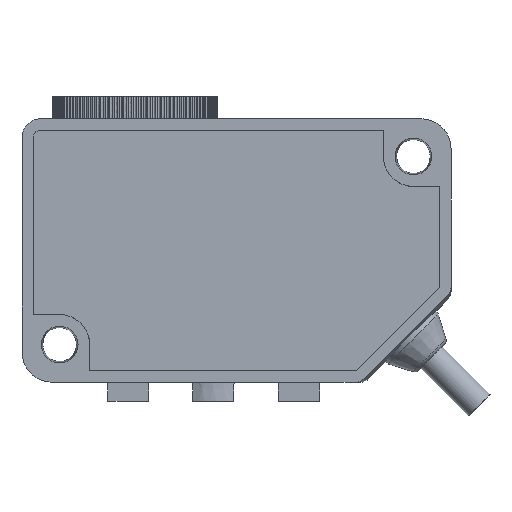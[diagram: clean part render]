
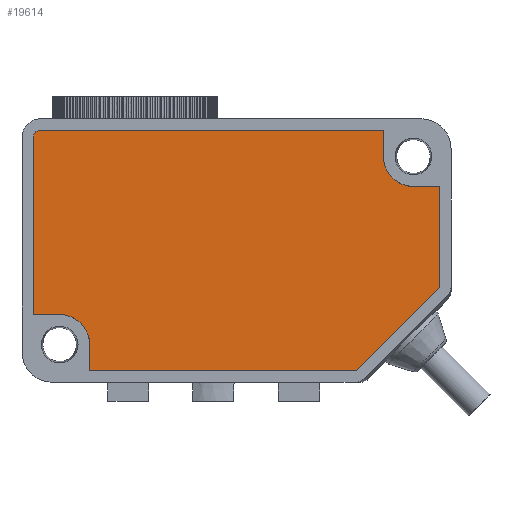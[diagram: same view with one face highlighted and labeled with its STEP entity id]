
A CAD part, front view. The second image highlights one B-rep face of the part: STEP entity #19614.
In plain terms, the highlighted planar face has unit normal (0, -1, 0).
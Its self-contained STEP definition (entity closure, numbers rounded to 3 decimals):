
#6541=DIRECTION('',(1.,0.,0.));
#6542=VECTOR('',#6541,35.379);
#6543=CARTESIAN_POINT('',(-60.672,3.3,-36.5));
#6544=LINE('',#6543,#6542);
#6545=DIRECTION('',(0.,0.,-1.));
#6546=VECTOR('',#6545,3.5);
#6547=CARTESIAN_POINT('',(-60.672,3.3,-33.));
#6548=LINE('',#6547,#6546);
#6549=CARTESIAN_POINT('',(-64.672,3.3,-33.));
#6550=DIRECTION('',(0.,1.,0.));
#6551=DIRECTION('',(0.,0.,1.));
#6552=AXIS2_PLACEMENT_3D('',#6549,#6550,#6551);
#6554=DIRECTION('',(1.,0.,0.));
#6555=VECTOR('',#6554,3.5);
#6556=CARTESIAN_POINT('',(-68.172,3.3,-29.));
#6557=LINE('',#6556,#6555);
#6558=DIRECTION('',(0.,0.,-1.));
#6559=VECTOR('',#6558,23.5);
#6560=CARTESIAN_POINT('',(-68.172,3.3,-5.5));
#6561=LINE('',#6560,#6559);
#6562=CARTESIAN_POINT('',(-67.172,3.3,-5.5));
#6563=DIRECTION('',(0.,-1.,0.));
#6564=DIRECTION('',(0.,0.,1.));
#6565=AXIS2_PLACEMENT_3D('',#6562,#6563,#6564);
#6567=DIRECTION('',(-1.,0.,0.));
#6568=VECTOR('',#6567,45.5);
#6569=CARTESIAN_POINT('',(-21.672,3.3,-4.5));
#6570=LINE('',#6569,#6568);
#6571=DIRECTION('',(0.,0.,1.));
#6572=VECTOR('',#6571,3.5);
#6573=CARTESIAN_POINT('',(-21.672,3.3,-8.));
#6574=LINE('',#6573,#6572);
#6575=CARTESIAN_POINT('',(-17.672,3.3,-8.));
#6576=DIRECTION('',(0.,1.,0.));
#6577=DIRECTION('',(0.,0.,-1.));
#6578=AXIS2_PLACEMENT_3D('',#6575,#6576,#6577);
#6580=DIRECTION('',(-1.,0.,0.));
#6581=VECTOR('',#6580,3.5);
#6582=CARTESIAN_POINT('',(-14.172,3.3,-12.));
#6583=LINE('',#6582,#6581);
#6584=DIRECTION('',(0.,0.,1.));
#6585=VECTOR('',#6584,13.379);
#6586=CARTESIAN_POINT('',(-14.172,3.3,-25.379));
#6587=LINE('',#6586,#6585);
#6588=DIRECTION('',(0.707,0.,0.707));
#6589=VECTOR('',#6588,15.728);
#6590=CARTESIAN_POINT('',(-25.293,3.3,-36.5));
#6591=LINE('',#6590,#6589);
#8787=CARTESIAN_POINT('',(-60.672,3.3,-36.5));
#8788=CARTESIAN_POINT('',(-25.293,3.3,-36.5));
#8789=VERTEX_POINT('',#8787);
#8790=VERTEX_POINT('',#8788);
#8791=CARTESIAN_POINT('',(-14.172,3.3,-25.379));
#8792=VERTEX_POINT('',#8791);
#8793=CARTESIAN_POINT('',(-14.172,3.3,-12.));
#8794=VERTEX_POINT('',#8793);
#8795=CARTESIAN_POINT('',(-17.672,3.3,-12.));
#8796=VERTEX_POINT('',#8795);
#8797=CARTESIAN_POINT('',(-21.672,3.3,-8.));
#8798=VERTEX_POINT('',#8797);
#8799=CARTESIAN_POINT('',(-21.672,3.3,-4.5));
#8800=VERTEX_POINT('',#8799);
#8801=CARTESIAN_POINT('',(-67.172,3.3,-4.5));
#8802=VERTEX_POINT('',#8801);
#8803=CARTESIAN_POINT('',(-68.172,3.3,-5.5));
#8804=VERTEX_POINT('',#8803);
#8805=CARTESIAN_POINT('',(-68.172,3.3,-29.));
#8806=VERTEX_POINT('',#8805);
#8807=CARTESIAN_POINT('',(-64.672,3.3,-29.));
#8808=VERTEX_POINT('',#8807);
#8809=CARTESIAN_POINT('',(-60.672,3.3,-33.));
#8810=VERTEX_POINT('',#8809);
#19595=CARTESIAN_POINT('',(-41.172,3.3,-20.5));
#19596=DIRECTION('',(0.,-1.,0.));
#19597=DIRECTION('',(-1.,0.,0.));
#19598=AXIS2_PLACEMENT_3D('',#19595,#19596,#19597);
#19599=PLANE('',#19598);
#19600=ORIENTED_EDGE('',*,*,#19351,.F.);
#19601=ORIENTED_EDGE('',*,*,#19373,.F.);
#19602=ORIENTED_EDGE('',*,*,#19394,.F.);
#19603=ORIENTED_EDGE('',*,*,#19415,.F.);
#19604=ORIENTED_EDGE('',*,*,#19436,.F.);
#19605=ORIENTED_EDGE('',*,*,#19457,.F.);
#19606=ORIENTED_EDGE('',*,*,#19478,.F.);
#19607=ORIENTED_EDGE('',*,*,#19499,.F.);
#19608=ORIENTED_EDGE('',*,*,#19520,.F.);
#19609=ORIENTED_EDGE('',*,*,#19541,.F.);
#19610=ORIENTED_EDGE('',*,*,#19562,.F.);
#19611=ORIENTED_EDGE('',*,*,#19582,.F.);
#19612=EDGE_LOOP('',(#19600,#19601,#19602,#19603,#19604,#19605,#19606,#19607,
#19608,#19609,#19610,#19611));
#19613=FACE_OUTER_BOUND('',#19612,.F.);
#19614=ADVANCED_FACE('',(#19613),#19599,.T.);
#6553=CIRCLE('',#6552,4.);
#6566=CIRCLE('',#6565,1.);
#6579=CIRCLE('',#6578,4.);
#19351=EDGE_CURVE('',#8789,#8790,#6544,.T.);
#19373=EDGE_CURVE('',#8810,#8789,#6548,.T.);
#19394=EDGE_CURVE('',#8808,#8810,#6553,.T.);
#19415=EDGE_CURVE('',#8806,#8808,#6557,.T.);
#19436=EDGE_CURVE('',#8804,#8806,#6561,.T.);
#19457=EDGE_CURVE('',#8802,#8804,#6566,.T.);
#19478=EDGE_CURVE('',#8800,#8802,#6570,.T.);
#19499=EDGE_CURVE('',#8798,#8800,#6574,.T.);
#19520=EDGE_CURVE('',#8796,#8798,#6579,.T.);
#19541=EDGE_CURVE('',#8794,#8796,#6583,.T.);
#19562=EDGE_CURVE('',#8792,#8794,#6587,.T.);
#19582=EDGE_CURVE('',#8790,#8792,#6591,.T.);
